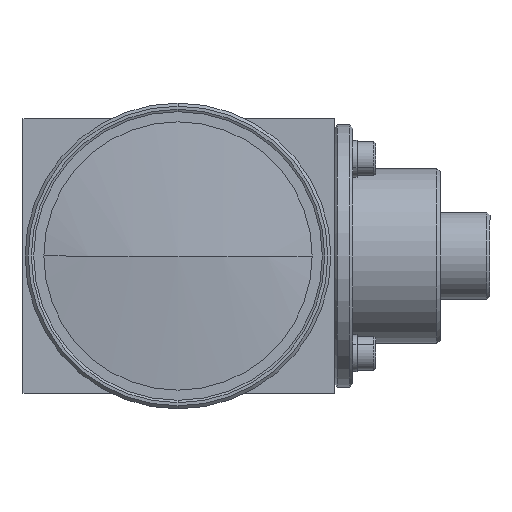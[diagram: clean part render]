
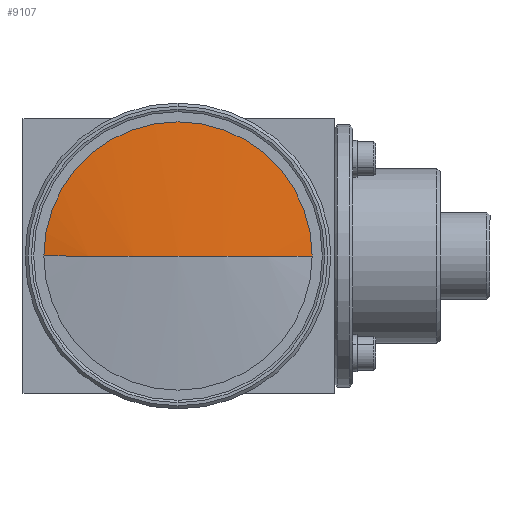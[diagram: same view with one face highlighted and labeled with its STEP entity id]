
A CAD part, left-side view. The second image highlights one B-rep face of the part: STEP entity #9107.
In plain terms, the highlighted spherical face has radius 125 mm.
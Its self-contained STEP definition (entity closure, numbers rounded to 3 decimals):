
#54 = CIRCLE ( 'NONE', #9953, 21.5 ) ;
#167 = VERTEX_POINT ( 'NONE', #5720 ) ;
#529 = AXIS2_PLACEMENT_3D ( 'NONE', #1175, #1314, #6661 ) ;
#646 = VERTEX_POINT ( 'NONE', #4319 ) ;
#662 = CIRCLE ( 'NONE', #2222, 21.5 ) ;
#920 = FACE_OUTER_BOUND ( 'NONE', #995, .T. ) ;
#985 = DIRECTION ( 'NONE',  ( -1., 0., 0. ) ) ;
#995 = EDGE_LOOP ( 'NONE', ( #3251, #9701, #3849, #8617 ) ) ;
#1064 = CARTESIAN_POINT ( 'NONE',  ( -217.996, 0., 0. ) ) ;
#1156 = DIRECTION ( 'NONE',  ( 0., 0., 1. ) ) ;
#1175 = CARTESIAN_POINT ( 'NONE',  ( -94.859, 0., 0. ) ) ;
#1314 = DIRECTION ( 'NONE',  ( 0., 0., 1. ) ) ;
#1463 = CARTESIAN_POINT ( 'NONE',  ( -217.996, 0., 21.5 ) ) ;
#2077 = EDGE_CURVE ( 'NONE', #167, #5032, #54, .T. ) ;
#2222 = AXIS2_PLACEMENT_3D ( 'NONE', #7195, #7182, #7173 ) ;
#2249 = SPHERICAL_SURFACE ( 'NONE', #529, 125. ) ;
#2780 = CIRCLE ( 'NONE', #5975, 125. ) ;
#3251 = ORIENTED_EDGE ( 'NONE', *, *, #2077, .T. ) ;
#3645 = DIRECTION ( 'NONE',  ( 0., 0., 1. ) ) ;
#3676 = DIRECTION ( 'NONE',  ( 0., 0., -1. ) ) ;
#3779 = EDGE_CURVE ( 'NONE', #167, #646, #9959, .T. ) ;
#3849 = ORIENTED_EDGE ( 'NONE', *, *, #7561, .T. ) ;
#4319 = CARTESIAN_POINT ( 'NONE',  ( -219.859, 0., 0. ) ) ;
#4397 = AXIS2_PLACEMENT_3D ( 'NONE', #6265, #3676, #8276 ) ;
#4489 = EDGE_CURVE ( 'NONE', #5032, #7987, #662, .T. ) ;
#5032 = VERTEX_POINT ( 'NONE', #1463 ) ;
#5720 = CARTESIAN_POINT ( 'NONE',  ( -217.996, -21.5, 0. ) ) ;
#5975 = AXIS2_PLACEMENT_3D ( 'NONE', #8250, #3645, #9035 ) ;
#6265 = CARTESIAN_POINT ( 'NONE',  ( -94.859, 0., 0. ) ) ;
#6453 = CARTESIAN_POINT ( 'NONE',  ( -217.996, 21.5, 0. ) ) ;
#6661 = DIRECTION ( 'NONE',  ( 0., -1., 0. ) ) ;
#7173 = DIRECTION ( 'NONE',  ( 0., 0., 1. ) ) ;
#7182 = DIRECTION ( 'NONE',  ( -1., 0., 0. ) ) ;
#7195 = CARTESIAN_POINT ( 'NONE',  ( -217.996, 0., 0. ) ) ;
#7561 = EDGE_CURVE ( 'NONE', #7987, #646, #2780, .T. ) ;
#7987 = VERTEX_POINT ( 'NONE', #6453 ) ;
#8250 = CARTESIAN_POINT ( 'NONE',  ( -94.859, 0., 0. ) ) ;
#8276 = DIRECTION ( 'NONE',  ( -1., 0., 0. ) ) ;
#8617 = ORIENTED_EDGE ( 'NONE', *, *, #3779, .F. ) ;
#9035 = DIRECTION ( 'NONE',  ( 0., -1., 0. ) ) ;
#9107 = ADVANCED_FACE ( 'NONE', ( #920 ), #2249, .T. ) ;
#9701 = ORIENTED_EDGE ( 'NONE', *, *, #4489, .T. ) ;
#9953 = AXIS2_PLACEMENT_3D ( 'NONE', #1064, #985, #1156 ) ;
#9959 = CIRCLE ( 'NONE', #4397, 125. ) ;
